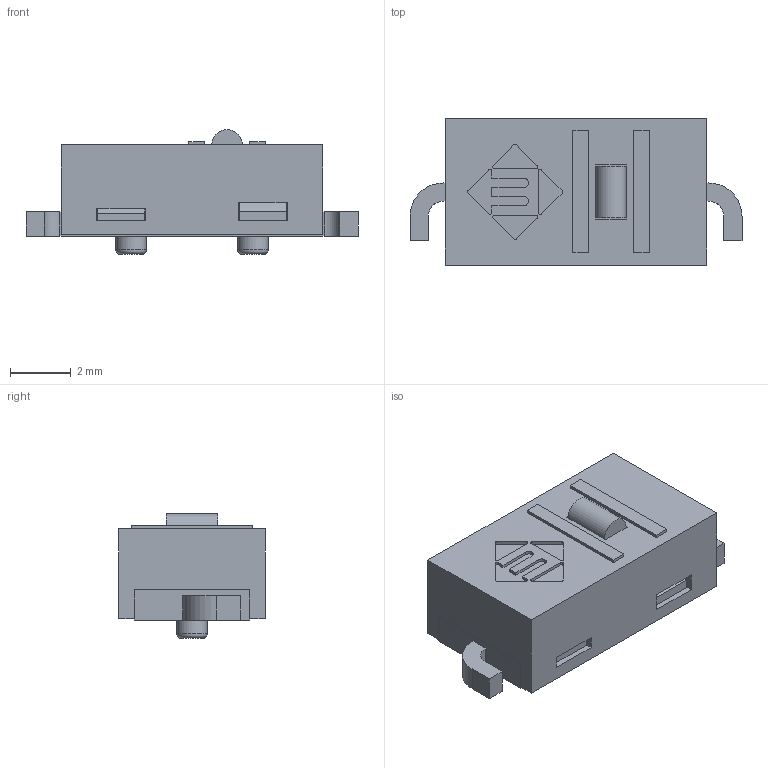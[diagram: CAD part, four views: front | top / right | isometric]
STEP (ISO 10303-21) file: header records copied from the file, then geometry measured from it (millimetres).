
FILE_DESCRIPTION((''),'2;1');
FILE_NAME('TS20100F070S.stp','2018-03-16T14:30:00',('mroman'),(''),'Autodesk Inventor 2012','Autodesk Inventor 2012','');
FILE_SCHEMA(('CONFIG_CONTROL_DESIGN'));
Length unit declared in the file: inch
Products named in the file (1): TS20100F070S
Bounding box: 10.9 x 4.8 x 4.1 mm (x, y, z)
Volume: 82.6 mm3; surface area: 292.9 mm2
Topology: 1 solids, 1 shells, 150 faces, 410 edges, 262 vertices
Faces by surface type: plane 126, cylinder 22, torus 2
Full cylindrical faces by diameter (mm): 1 x2
Entity records: 4845 total; most frequent: CARTESIAN_POINT 819, ORIENTED_EDGE 812, DIRECTION 754, EDGE_CURVE 406, VECTOR 360, LINE 360, VERTEX_POINT 262, AXIS2_PLACEMENT_3D 197
